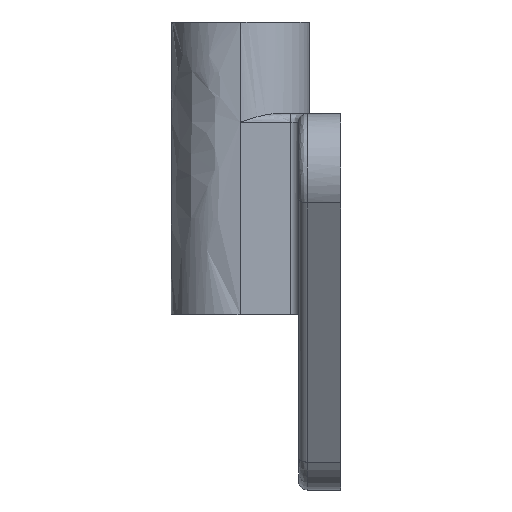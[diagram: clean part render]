
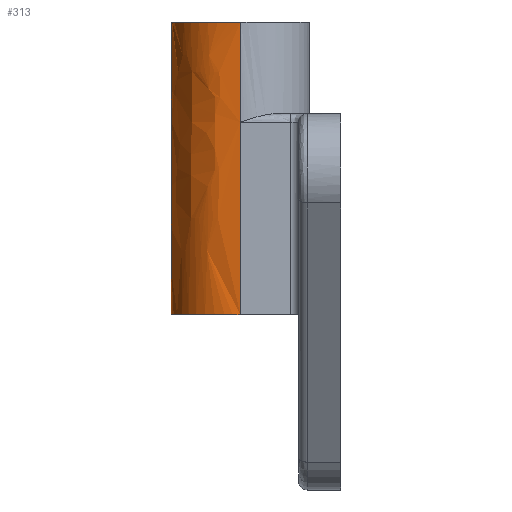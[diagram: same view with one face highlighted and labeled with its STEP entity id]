
A CAD part, left-side view. The second image highlights one B-rep face of the part: STEP entity #313.
In plain terms, the highlighted free-form (B-spline) face has degree [2, 1] with [5, 2] control points.
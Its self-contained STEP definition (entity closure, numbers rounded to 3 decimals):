
#313 = ADVANCED_FACE('',(#314),#364,.T.);
#314 = FACE_BOUND('',#315,.T.);
#315 = EDGE_LOOP('',(#316,#328,#335,#342,#352,#359));
#316 = ORIENTED_EDGE('',*,*,#317,.F.);
#317 = EDGE_CURVE('',#318,#320,#322,.T.);
#318 = VERTEX_POINT('',#319);
#319 = CARTESIAN_POINT('',(17.621,25.63,
    -36.309));
#320 = VERTEX_POINT('',#321);
#321 = CARTESIAN_POINT('',(-17.621,25.63,
    -36.309));
#322 = ( BOUNDED_CURVE() B_SPLINE_CURVE(2,(#323,#324,#325,#326,#327),
.UNSPECIFIED.,.F.,.F.) B_SPLINE_CURVE_WITH_KNOTS((3,2,3),(0.,
1.571,3.142),.PIECEWISE_BEZIER_KNOTS.) CURVE() 
GEOMETRIC_REPRESENTATION_ITEM() RATIONAL_B_SPLINE_CURVE((1.,
0.707,1.,0.707,1.)) REPRESENTATION_ITEM('') );
#323 = CARTESIAN_POINT('',(17.621,25.63,
    -36.309));
#324 = CARTESIAN_POINT('',(17.621,43.251,
    -36.309));
#325 = CARTESIAN_POINT('',(0.,43.251,
    -36.309));
#326 = CARTESIAN_POINT('',(-17.621,43.251,
    -36.309));
#327 = CARTESIAN_POINT('',(-17.621,25.63,
    -36.309));
#328 = ORIENTED_EDGE('',*,*,#329,.F.);
#329 = EDGE_CURVE('',#330,#318,#332,.T.);
#330 = VERTEX_POINT('',#331);
#331 = CARTESIAN_POINT('',(17.621,25.63,
    12.815));
#332 = B_SPLINE_CURVE_WITH_KNOTS('',1,(#333,#334),.UNSPECIFIED.,.F.,.F.,
  (2,2),(0.,46.),.PIECEWISE_BEZIER_KNOTS.);
#333 = CARTESIAN_POINT('',(17.621,25.63,
    12.815));
#334 = CARTESIAN_POINT('',(17.621,25.63,
    -36.309));
#335 = ORIENTED_EDGE('',*,*,#336,.F.);
#336 = EDGE_CURVE('',#337,#330,#339,.T.);
#337 = VERTEX_POINT('',#338);
#338 = CARTESIAN_POINT('',(17.621,25.63,
    38.445));
#339 = B_SPLINE_CURVE_WITH_KNOTS('',1,(#340,#341),.UNSPECIFIED.,.F.,.F.,
  (2,2),(0.,24.),.PIECEWISE_BEZIER_KNOTS.);
#340 = CARTESIAN_POINT('',(17.621,25.63,
    38.445));
#341 = CARTESIAN_POINT('',(17.621,25.63,
    12.815));
#342 = ORIENTED_EDGE('',*,*,#343,.F.);
#343 = EDGE_CURVE('',#344,#337,#346,.T.);
#344 = VERTEX_POINT('',#345);
#345 = CARTESIAN_POINT('',(-17.621,25.63,
    38.445));
#346 = ( BOUNDED_CURVE() B_SPLINE_CURVE(2,(#347,#348,#349,#350,#351),
.UNSPECIFIED.,.F.,.F.) B_SPLINE_CURVE_WITH_KNOTS((3,2,3),(
    0.,1.571,3.142),
.PIECEWISE_BEZIER_KNOTS.) CURVE() GEOMETRIC_REPRESENTATION_ITEM() 
RATIONAL_B_SPLINE_CURVE((1.,0.707,1.,0.707,1.)) 
REPRESENTATION_ITEM('') );
#347 = CARTESIAN_POINT('',(-17.621,25.63,
    38.445));
#348 = CARTESIAN_POINT('',(-17.621,43.251,
    38.445));
#349 = CARTESIAN_POINT('',(0.,43.251,
    38.445));
#350 = CARTESIAN_POINT('',(17.621,43.251,
    38.445));
#351 = CARTESIAN_POINT('',(17.621,25.63,
    38.445));
#352 = ORIENTED_EDGE('',*,*,#353,.F.);
#353 = EDGE_CURVE('',#354,#344,#356,.T.);
#354 = VERTEX_POINT('',#355);
#355 = CARTESIAN_POINT('',(-17.621,25.63,
    12.815));
#356 = B_SPLINE_CURVE_WITH_KNOTS('',1,(#357,#358),.UNSPECIFIED.,.F.,.F.,
  (2,2),(0.,24.),.PIECEWISE_BEZIER_KNOTS.);
#357 = CARTESIAN_POINT('',(-17.621,25.63,
    12.815));
#358 = CARTESIAN_POINT('',(-17.621,25.63,
    38.445));
#359 = ORIENTED_EDGE('',*,*,#360,.F.);
#360 = EDGE_CURVE('',#320,#354,#361,.T.);
#361 = B_SPLINE_CURVE_WITH_KNOTS('',1,(#362,#363),.UNSPECIFIED.,.F.,.F.,
  (2,2),(0.,46.),.PIECEWISE_BEZIER_KNOTS.);
#362 = CARTESIAN_POINT('',(-17.621,25.63,
    -36.309));
#363 = CARTESIAN_POINT('',(-17.621,25.63,
    12.815));
#364 = ( BOUNDED_SURFACE() B_SPLINE_SURFACE(2,1,(
    (#365,#366)
    ,(#367,#368)
    ,(#369,#370)
    ,(#371,#372)
,(#373,#374
    )),.UNSPECIFIED.,.F.,.F.,.F.) B_SPLINE_SURFACE_WITH_KNOTS((3,2,3),(2
    ,2),(3.142,4.712,6.283),(0.,70.),
.PIECEWISE_BEZIER_KNOTS.) GEOMETRIC_REPRESENTATION_ITEM() 
RATIONAL_B_SPLINE_SURFACE((
    (1.,1.)
    ,(0.707,0.707)
    ,(1.,1.)
    ,(0.707,0.707)
,(1.,1.))) REPRESENTATION_ITEM('') SURFACE() );
#365 = CARTESIAN_POINT('',(-17.621,25.63,-36.309
    ));
#366 = CARTESIAN_POINT('',(-17.621,25.63,38.445
    ));
#367 = CARTESIAN_POINT('',(-17.621,43.251,
    -36.309));
#368 = CARTESIAN_POINT('',(-17.621,43.251,
    38.445));
#369 = CARTESIAN_POINT('',(0.,43.251,
    -36.309));
#370 = CARTESIAN_POINT('',(0.,43.251,
    38.445));
#371 = CARTESIAN_POINT('',(17.621,43.251,
    -36.309));
#372 = CARTESIAN_POINT('',(17.621,43.251,
    38.445));
#373 = CARTESIAN_POINT('',(17.621,25.63,
    -36.309));
#374 = CARTESIAN_POINT('',(17.621,25.63,
    38.445));
